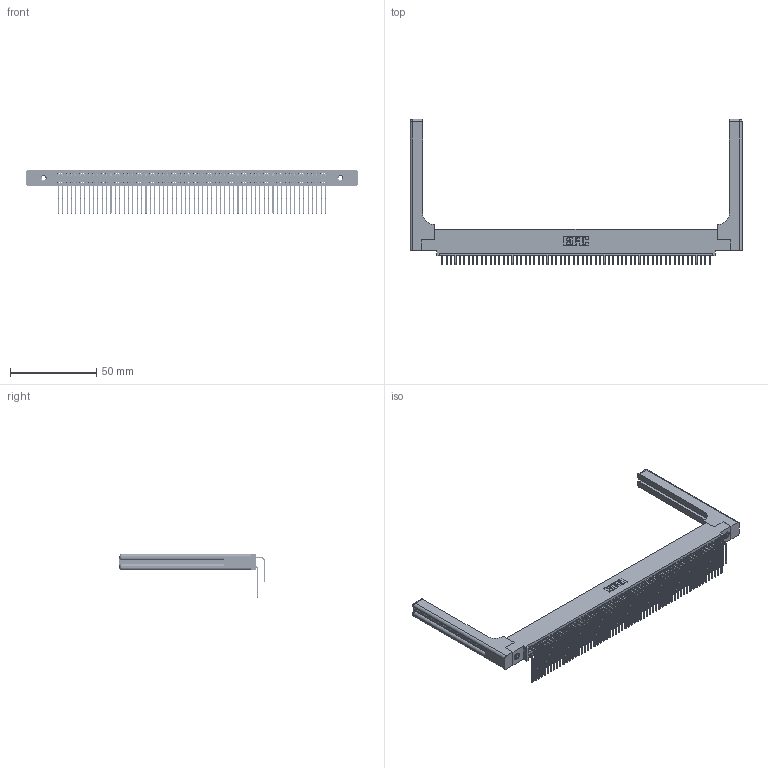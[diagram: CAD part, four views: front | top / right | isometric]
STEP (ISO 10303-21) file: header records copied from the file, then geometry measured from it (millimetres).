
FILE_DESCRIPTION (( 'STEP AP203' ), '1' );
FILE_NAME ('345-124-559-558.STEP', '2019-11-06T21:15:33', ( '' ), ( '' ), 'SwSTEP 2.0', 'SolidWorks 2016', '' );
FILE_SCHEMA (( 'CONFIG_CONTROL_DESIGN' ));
Length unit declared in the file: inch
Products named in the file (6): 345-292-001_559 Tail - 2; 345-220-058_345-220-058; 345-124-559-558; 345-250-001_345-250-001-102; 345 Part_0.110 Offset - 0.156 Dia-TH; 345-292-001_558 559 Tail - 1
Assembly tree (129 placements, depth 2):
  345-124-559-558
    345 Part_0.110 Offset - 0.156 Dia-TH
    345-292-001_558 559 Tail - 1  x62
    345-292-001_559 Tail - 2  x62
    345-250-001_345-250-001-102  x2
    345-220-058_345-220-058  x2
Bounding box: 192.51 x 84.32 x 25.53 mm (x, y, z)
Volume: 28003 mm3; surface area: 37768.2 mm2
Topology: 129 solids, 129 shells, 6834 faces, 20239 edges, 13306 vertices
Faces by surface type: plane 4572, cylinder 2202, bspline 36, cone 12, sphere 8, torus 4
Entity records: 52920 total; most frequent: CARTESIAN_POINT 9892, ORIENTED_EDGE 8572, DIRECTION 7602, EDGE_CURVE 4286, VECTOR 3774, LINE 3774, VERTEX_POINT 2846, AXIS2_PLACEMENT_3D 1914
